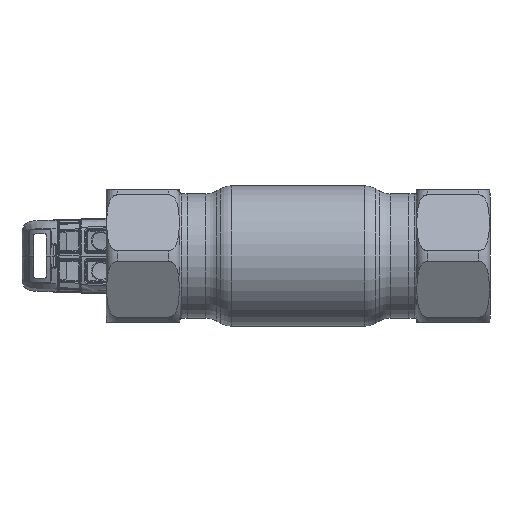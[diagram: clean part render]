
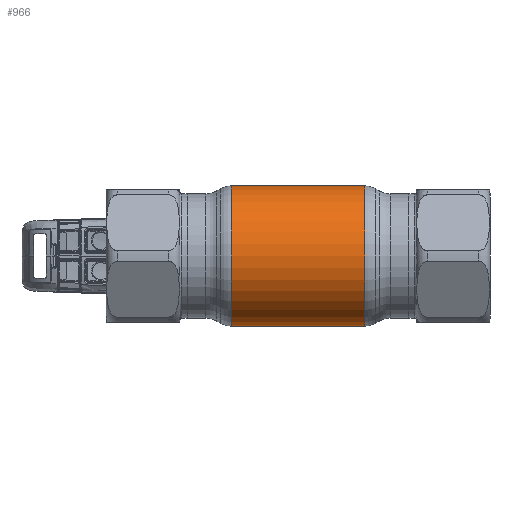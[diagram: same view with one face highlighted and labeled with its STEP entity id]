
A CAD part, front view. The second image highlights one B-rep face of the part: STEP entity #966.
In plain terms, the highlighted cylindrical face has radius 19 mm (diameter 38 mm), a partial arc.
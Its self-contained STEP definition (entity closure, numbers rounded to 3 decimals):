
#185 = CIRCLE ( 'NONE', #55200, 19. ) ;
#714 = CARTESIAN_POINT ( 'NONE',  ( -62.69, 0., -19. ) ) ;
#966 = ADVANCED_FACE ( 'NONE', ( #34096 ), #49197, .T. ) ;
#1230 = DIRECTION ( 'NONE',  ( 0., 0., 1. ) ) ;
#5648 = CARTESIAN_POINT ( 'NONE',  ( -62.69, 0., 0. ) ) ;
#5769 = VECTOR ( 'NONE', #38488, 1000. ) ;
#8269 = ORIENTED_EDGE ( 'NONE', *, *, #44153, .F. ) ;
#10889 = CARTESIAN_POINT ( 'NONE',  ( 18.035, 0., 0. ) ) ;
#17763 = CARTESIAN_POINT ( 'NONE',  ( 18.035, 0., 19. ) ) ;
#19301 = LINE ( 'NONE', #19454, #5769 ) ;
#19454 = CARTESIAN_POINT ( 'NONE',  ( -62.69, 0., 19. ) ) ;
#22126 = LINE ( 'NONE', #714, #52204 ) ;
#23114 = VERTEX_POINT ( 'NONE', #17763 ) ;
#24521 = DIRECTION ( 'NONE',  ( 0., 0., 1. ) ) ;
#25065 = AXIS2_PLACEMENT_3D ( 'NONE', #5648, #43589, #24521 ) ;
#25806 = AXIS2_PLACEMENT_3D ( 'NONE', #10889, #29960, #1230 ) ;
#28572 = DIRECTION ( 'NONE',  ( -1., 0., 0. ) ) ;
#29960 = DIRECTION ( 'NONE',  ( -1., 0., 0. ) ) ;
#31839 = VERTEX_POINT ( 'NONE', #61072 ) ;
#32469 = CARTESIAN_POINT ( 'NONE',  ( 18.035, 0., -19. ) ) ;
#32750 = CARTESIAN_POINT ( 'NONE',  ( -18.035, 0., 0. ) ) ;
#33141 = ORIENTED_EDGE ( 'NONE', *, *, #61455, .F. ) ;
#33549 = ORIENTED_EDGE ( 'NONE', *, *, #50265, .T. ) ;
#34096 = FACE_OUTER_BOUND ( 'NONE', #41897, .T. ) ;
#35423 = CARTESIAN_POINT ( 'NONE',  ( -18.035, 0., -19. ) ) ;
#38488 = DIRECTION ( 'NONE',  ( -1., 0., 0. ) ) ;
#40225 = ORIENTED_EDGE ( 'NONE', *, *, #57690, .T. ) ;
#40490 = DIRECTION ( 'NONE',  ( -1., 0., 0. ) ) ;
#40820 = VERTEX_POINT ( 'NONE', #35423 ) ;
#41897 = EDGE_LOOP ( 'NONE', ( #33141, #33549, #40225, #8269 ) ) ;
#43589 = DIRECTION ( 'NONE',  ( -1., 0., 0. ) ) ;
#44153 = EDGE_CURVE ( 'NONE', #40820, #31839, #185, .T. ) ;
#48473 = VERTEX_POINT ( 'NONE', #32469 ) ;
#49197 = CYLINDRICAL_SURFACE ( 'NONE', #25065, 19. ) ;
#50265 = EDGE_CURVE ( 'NONE', #48473, #23114, #59955, .T. ) ;
#52204 = VECTOR ( 'NONE', #40490, 1000. ) ;
#55200 = AXIS2_PLACEMENT_3D ( 'NONE', #32750, #28572, #57747 ) ;
#57690 = EDGE_CURVE ( 'NONE', #23114, #31839, #19301, .T. ) ;
#57747 = DIRECTION ( 'NONE',  ( 0., 0., 1. ) ) ;
#59955 = CIRCLE ( 'NONE', #25806, 19. ) ;
#61072 = CARTESIAN_POINT ( 'NONE',  ( -18.035, 0., 19. ) ) ;
#61455 = EDGE_CURVE ( 'NONE', #48473, #40820, #22126, .T. ) ;
